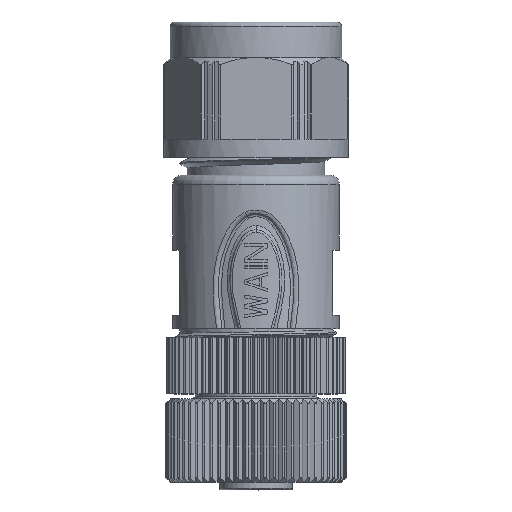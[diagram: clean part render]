
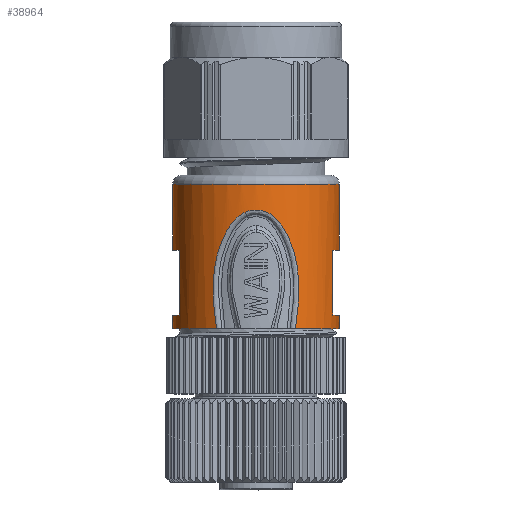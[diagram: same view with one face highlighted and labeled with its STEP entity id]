
A CAD part, top view. The second image highlights one B-rep face of the part: STEP entity #38964.
In plain terms, the highlighted cylindrical face has radius 9.25 mm (diameter 18.5 mm), a partial arc.
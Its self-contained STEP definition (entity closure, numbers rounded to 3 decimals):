
#4541=CARTESIAN_POINT('',(-4.374,7.8,8.15));
#4608=CARTESIAN_POINT('',(4.379,7.8,8.148));
#4610=CARTESIAN_POINT('',(0.,7.8,0.));
#4611=DIRECTION('',(0.,1.,0.));
#4612=DIRECTION('',(0.473,0.,0.881));
#4613=AXIS2_PLACEMENT_3D('',#4610,#4611,#4612);
#4701=CARTESIAN_POINT('',(0.,7.8,0.));
#4702=DIRECTION('',(0.,1.,0.));
#4703=DIRECTION('',(-1.,0.,0.));
#4704=AXIS2_PLACEMENT_3D('',#4701,#4702,#4703);
#4727=DIRECTION('',(0.,1.,0.));
#4728=VECTOR('',#4727,7.2);
#4729=CARTESIAN_POINT('',(-8.5,9.3,3.649));
#4730=LINE('',#4729,#4728);
#4731=DIRECTION('',(0.,-1.,0.));
#4732=VECTOR('',#4731,7.3);
#4733=CARTESIAN_POINT('',(9.25,23.8,0.));
#4734=LINE('',#4733,#4732);
#4735=DIRECTION('',(0.,-1.,0.));
#4736=VECTOR('',#4735,7.2);
#4737=CARTESIAN_POINT('',(8.5,16.5,3.649));
#4738=LINE('',#4737,#4736);
#4739=DIRECTION('',(0.,-1.,0.));
#4740=VECTOR('',#4739,1.5);
#4741=CARTESIAN_POINT('',(9.25,9.3,0.));
#4742=LINE('',#4741,#4740);
#4743=CARTESIAN_POINT('',(-1.217,20.687,9.17));
#4744=CARTESIAN_POINT('',(-1.313,20.644,9.157));
#4745=CARTESIAN_POINT('',(-1.507,20.544,9.128));
#4746=CARTESIAN_POINT('',(-1.801,20.35,9.075));
#4747=CARTESIAN_POINT('',(-2.105,20.101,9.009));
#4748=CARTESIAN_POINT('',(-2.417,19.787,8.931));
#4749=CARTESIAN_POINT('',(-2.736,19.398,8.838));
#4750=CARTESIAN_POINT('',(-3.059,18.926,8.732));
#4751=CARTESIAN_POINT('',(-3.384,18.361,8.611));
#4752=CARTESIAN_POINT('',(-3.711,17.696,8.476));
#4753=CARTESIAN_POINT('',(-4.022,16.939,8.332));
#4754=CARTESIAN_POINT('',(-4.277,16.148,8.203));
#4755=CARTESIAN_POINT('',(-4.474,15.335,8.097));
#4756=CARTESIAN_POINT('',(-4.62,14.463,8.014));
#4757=CARTESIAN_POINT('',(-4.719,13.469,7.956));
#4758=CARTESIAN_POINT('',(-4.76,12.327,7.931));
#4759=CARTESIAN_POINT('',(-4.73,11.016,7.949));
#4760=CARTESIAN_POINT('',(-4.614,9.526,8.018));
#4761=CARTESIAN_POINT('',(-4.467,8.397,8.101));
#4762=CARTESIAN_POINT('',(-4.374,7.8,8.15));
#4768=DIRECTION('',(0.,-1.,0.));
#4769=VECTOR('',#4768,7.3);
#4770=CARTESIAN_POINT('',(-9.25,23.8,0.));
#4771=LINE('',#4770,#4769);
#4776=DIRECTION('',(0.,-1.,0.));
#4777=VECTOR('',#4776,1.5);
#4778=CARTESIAN_POINT('',(-9.25,9.3,0.));
#4779=LINE('',#4778,#4777);
#4814=CARTESIAN_POINT('',(0.,9.3,0.));
#4815=DIRECTION('',(0.,-1.,0.));
#4816=DIRECTION('',(1.,0.,0.));
#4817=AXIS2_PLACEMENT_3D('',#4814,#4815,#4816);
#4832=CARTESIAN_POINT('',(0.,16.5,0.));
#4833=DIRECTION('',(0.,1.,0.));
#4834=DIRECTION('',(0.919,0.,0.394));
#4835=AXIS2_PLACEMENT_3D('',#4832,#4833,#4834);
#4882=CARTESIAN_POINT('',(0.,23.8,0.));
#4883=DIRECTION('',(0.,-1.,0.));
#4884=DIRECTION('',(1.,0.,0.));
#4885=AXIS2_PLACEMENT_3D('',#4882,#4883,#4884);
#4887=CARTESIAN_POINT('',(0.,23.8,0.));
#4888=DIRECTION('',(0.,-1.,0.));
#4889=DIRECTION('',(1.,0.,0.007));
#4890=AXIS2_PLACEMENT_3D('',#4887,#4888,#4889);
#8496=CARTESIAN_POINT('',(0.,16.5,0.));
#8497=DIRECTION('',(0.,1.,0.));
#8498=DIRECTION('',(-1.,0.,0.));
#8499=AXIS2_PLACEMENT_3D('',#8496,#8497,#8498);
#8514=CARTESIAN_POINT('',(0.,9.3,0.));
#8515=DIRECTION('',(0.,-1.,0.));
#8516=DIRECTION('',(-0.919,0.,0.394));
#8517=AXIS2_PLACEMENT_3D('',#8514,#8515,#8516);
#9248=CARTESIAN_POINT('',(-1.217,20.687,9.17));
#9249=CARTESIAN_POINT('',(-1.135,20.725,9.18));
#9250=CARTESIAN_POINT('',(-0.963,20.794,
9.201));
#9251=CARTESIAN_POINT('',(-0.669,20.877,
9.227));
#9252=CARTESIAN_POINT('',(-0.354,20.928,
9.245));
#9253=CARTESIAN_POINT('',(-0.029,20.947,
9.252));
#9254=CARTESIAN_POINT('',(0.296,20.934,9.247));
#9255=CARTESIAN_POINT('',(0.612,20.889,9.231));
#9256=CARTESIAN_POINT('',(0.91,20.812,9.207));
#9257=CARTESIAN_POINT('',(1.196,20.704,9.174));
#9258=CARTESIAN_POINT('',(1.486,20.557,9.131));
#9259=CARTESIAN_POINT('',(1.784,20.364,9.078));
#9260=CARTESIAN_POINT('',(2.087,20.119,9.013));
#9261=CARTESIAN_POINT('',(2.4,19.808,8.935));
#9262=CARTESIAN_POINT('',(2.722,19.419,8.842));
#9263=CARTESIAN_POINT('',(3.048,18.947,8.736));
#9264=CARTESIAN_POINT('',(3.371,18.387,8.616));
#9265=CARTESIAN_POINT('',(3.701,17.716,8.48));
#9266=CARTESIAN_POINT('',(4.02,16.94,8.333));
#9267=CARTESIAN_POINT('',(4.283,16.118,8.2));
#9268=CARTESIAN_POINT('',(4.482,15.287,8.092));
#9269=CARTESIAN_POINT('',(4.631,14.393,8.008));
#9270=CARTESIAN_POINT('',(4.727,13.398,7.951));
#9271=CARTESIAN_POINT('',(4.764,12.268,7.929));
#9272=CARTESIAN_POINT('',(4.728,10.969,7.95));
#9273=CARTESIAN_POINT('',(4.607,9.494,8.022));
#9274=CARTESIAN_POINT('',(4.464,8.385,8.102));
#9275=CARTESIAN_POINT('',(4.379,7.8,8.148));
#28318=VERTEX_POINT('',#4541);
#28332=VERTEX_POINT('',#4608);
#28333=CARTESIAN_POINT('',(9.25,7.8,0.));
#28334=VERTEX_POINT('',#28333);
#28352=CARTESIAN_POINT('',(-9.25,7.8,0.));
#28353=VERTEX_POINT('',#28352);
#28356=VERTEX_POINT('',#4743);
#28358=CARTESIAN_POINT('',(-9.25,9.3,0.));
#28359=VERTEX_POINT('',#28358);
#28360=CARTESIAN_POINT('',(-8.5,9.3,3.649));
#28361=VERTEX_POINT('',#28360);
#28362=CARTESIAN_POINT('',(-8.5,16.5,3.649));
#28363=VERTEX_POINT('',#28362);
#28364=CARTESIAN_POINT('',(-9.25,16.5,0.));
#28365=VERTEX_POINT('',#28364);
#28366=CARTESIAN_POINT('',(-9.25,23.8,0.));
#28367=VERTEX_POINT('',#28366);
#28368=CARTESIAN_POINT('',(9.25,23.8,0.064));
#28369=VERTEX_POINT('',#28368);
#28370=CARTESIAN_POINT('',(9.25,23.8,0.));
#28371=VERTEX_POINT('',#28370);
#28372=CARTESIAN_POINT('',(9.25,16.5,0.));
#28373=VERTEX_POINT('',#28372);
#28374=CARTESIAN_POINT('',(8.5,16.5,3.649));
#28375=VERTEX_POINT('',#28374);
#28376=CARTESIAN_POINT('',(8.5,9.3,3.649));
#28377=VERTEX_POINT('',#28376);
#28378=CARTESIAN_POINT('',(9.25,9.3,0.));
#28379=VERTEX_POINT('',#28378);
#38928=CARTESIAN_POINT('',(0.,1.7,0.));
#38929=DIRECTION('',(0.,1.,0.));
#38930=DIRECTION('',(1.,0.,0.));
#38931=AXIS2_PLACEMENT_3D('',#38928,#38929,#38930);
#38932=CYLINDRICAL_SURFACE('',#38931,9.25);
#38933=ORIENTED_EDGE('',*,*,#38749,.F.);
#38935=ORIENTED_EDGE('',*,*,#38934,.F.);
#38937=ORIENTED_EDGE('',*,*,#38936,.F.);
#38939=ORIENTED_EDGE('',*,*,#38938,.T.);
#38941=ORIENTED_EDGE('',*,*,#38940,.F.);
#38943=ORIENTED_EDGE('',*,*,#38942,.F.);
#38945=ORIENTED_EDGE('',*,*,#38944,.F.);
#38947=ORIENTED_EDGE('',*,*,#38946,.F.);
#38949=ORIENTED_EDGE('',*,*,#38948,.T.);
#38951=ORIENTED_EDGE('',*,*,#38950,.F.);
#38953=ORIENTED_EDGE('',*,*,#38952,.T.);
#38955=ORIENTED_EDGE('',*,*,#38954,.F.);
#38957=ORIENTED_EDGE('',*,*,#38956,.T.);
#38958=ORIENTED_EDGE('',*,*,#38719,.F.);
#38960=ORIENTED_EDGE('',*,*,#38959,.F.);
#38961=ORIENTED_EDGE('',*,*,#38918,.T.);
#38962=EDGE_LOOP('',(#38933,#38935,#38937,#38939,#38941,#38943,#38945,#38947,
#38949,#38951,#38953,#38955,#38957,#38958,#38960,#38961));
#38963=FACE_OUTER_BOUND('',#38962,.F.);
#38964=ADVANCED_FACE('',(#38963),#38932,.T.);
#4614=CIRCLE('',#4613,9.25);
#4705=CIRCLE('',#4704,9.25);
#4763=B_SPLINE_CURVE_WITH_KNOTS('',3,(#4743,#4744,#4745,#4746,#4747,#4748,#4749,
#4750,#4751,#4752,#4753,#4754,#4755,#4756,#4757,#4758,#4759,#4760,#4761,#4762),
.UNSPECIFIED.,.F.,.F.,(4,1,1,1,1,1,1,1,1,1,1,1,1,1,1,1,1,4),(0.,
0.059,0.118,0.176,0.235,
0.294,0.353,0.412,0.471,
0.529,0.588,0.647,0.706,
0.765,0.824,0.882,0.941,1.),
.UNSPECIFIED.);
#4818=CIRCLE('',#4817,9.25);
#4836=CIRCLE('',#4835,9.25);
#4886=CIRCLE('',#4885,9.25);
#4891=CIRCLE('',#4890,9.25);
#8500=CIRCLE('',#8499,9.25);
#8518=CIRCLE('',#8517,9.25);
#9276=B_SPLINE_CURVE_WITH_KNOTS('',3,(#9248,#9249,#9250,#9251,#9252,#9253,#9254,
#9255,#9256,#9257,#9258,#9259,#9260,#9261,#9262,#9263,#9264,#9265,#9266,#9267,
#9268,#9269,#9270,#9271,#9272,#9273,#9274,#9275),.UNSPECIFIED.,.F.,.F.,(4,1,1,1,
1,1,1,1,1,1,1,1,1,1,1,1,1,1,1,1,1,1,1,1,1,4),(0.,0.04,0.08,0.12,0.16,
0.2,0.24,0.28,0.32,0.36,0.4,0.44,0.48,0.52,0.56,0.6,
0.64,0.68,0.72,0.76,0.8,0.84,0.88,0.92,0.96,1.),
.UNSPECIFIED.);
#38719=EDGE_CURVE('',#28332,#28334,#4614,.T.);
#38749=EDGE_CURVE('',#28353,#28318,#4705,.T.);
#38918=EDGE_CURVE('',#28356,#28318,#4763,.T.);
#38934=EDGE_CURVE('',#28359,#28353,#4779,.T.);
#38936=EDGE_CURVE('',#28361,#28359,#8518,.T.);
#38938=EDGE_CURVE('',#28361,#28363,#4730,.T.);
#38940=EDGE_CURVE('',#28365,#28363,#8500,.T.);
#38942=EDGE_CURVE('',#28367,#28365,#4771,.T.);
#38944=EDGE_CURVE('',#28369,#28367,#4891,.T.);
#38946=EDGE_CURVE('',#28371,#28369,#4886,.T.);
#38948=EDGE_CURVE('',#28371,#28373,#4734,.T.);
#38950=EDGE_CURVE('',#28375,#28373,#4836,.T.);
#38952=EDGE_CURVE('',#28375,#28377,#4738,.T.);
#38954=EDGE_CURVE('',#28379,#28377,#4818,.T.);
#38956=EDGE_CURVE('',#28379,#28334,#4742,.T.);
#38959=EDGE_CURVE('',#28356,#28332,#9276,.T.);
